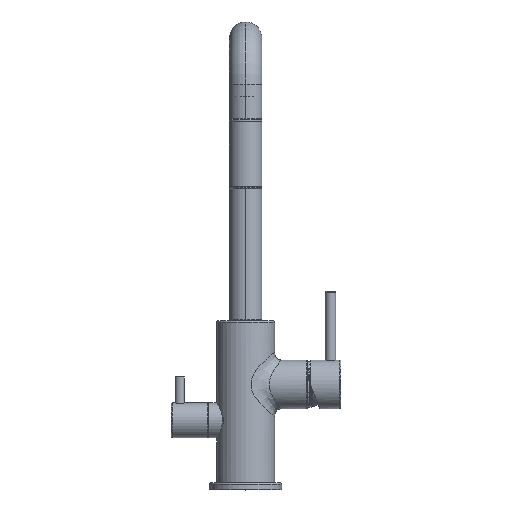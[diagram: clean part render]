
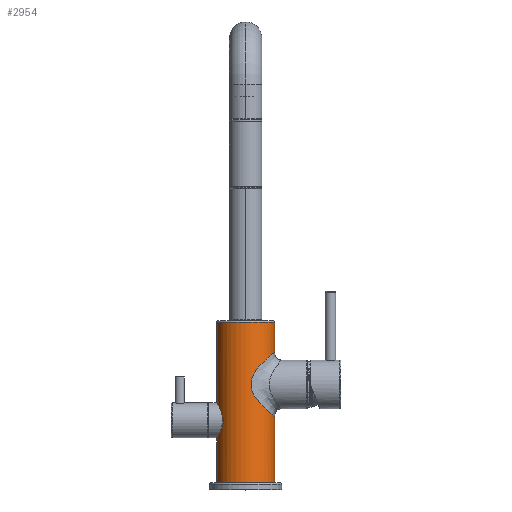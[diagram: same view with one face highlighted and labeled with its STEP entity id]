
A CAD part, top view. The second image highlights one B-rep face of the part: STEP entity #2954.
In plain terms, the highlighted cylindrical face has radius 25 mm (diameter 50 mm), a partial arc.
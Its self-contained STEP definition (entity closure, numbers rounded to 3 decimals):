
#406=CARTESIAN_POINT('',(0.,0.3,0.));
#407=DIRECTION('',(0.,-1.,0.));
#408=DIRECTION('',(1.,0.,0.));
#409=AXIS2_PLACEMENT_3D('',#406,#407,#408);
#411=CARTESIAN_POINT('',(-25.,69.15,0.));
#412=CARTESIAN_POINT('',(-25.,69.15,0.812));
#413=CARTESIAN_POINT('',(-24.923,69.024,2.466));
#414=CARTESIAN_POINT('',(-24.521,68.352,5.103));
#415=CARTESIAN_POINT('',(-23.864,67.207,7.593));
#416=CARTESIAN_POINT('',(-23.002,65.592,9.885));
#417=CARTESIAN_POINT('',(-22.064,63.623,11.81));
#418=CARTESIAN_POINT('',(-21.15,61.319,13.36));
#419=CARTESIAN_POINT('',(-20.425,58.858,14.428));
#420=CARTESIAN_POINT('',(-19.984,56.415,15.023));
#421=CARTESIAN_POINT('',(-19.837,53.993,15.214));
#422=CARTESIAN_POINT('',(-19.986,51.575,15.021));
#423=CARTESIAN_POINT('',(-20.426,49.135,14.425));
#424=CARTESIAN_POINT('',(-21.152,46.676,13.357));
#425=CARTESIAN_POINT('',(-22.066,44.374,11.807));
#426=CARTESIAN_POINT('',(-23.003,42.405,9.882));
#427=CARTESIAN_POINT('',(-23.864,40.793,7.592));
#428=CARTESIAN_POINT('',(-24.521,39.648,5.103));
#429=CARTESIAN_POINT('',(-24.923,38.976,2.469));
#430=CARTESIAN_POINT('',(-25.,38.85,0.813));
#431=CARTESIAN_POINT('',(-25.,38.85,0.));
#433=CARTESIAN_POINT('',(0.,138.5,0.));
#434=DIRECTION('',(0.,-1.,0.));
#435=DIRECTION('',(1.,0.,0.));
#436=AXIS2_PLACEMENT_3D('',#433,#434,#435);
#438=CARTESIAN_POINT('',(25.,112.816,0.));
#439=CARTESIAN_POINT('',(25.,112.816,1.987));
#440=CARTESIAN_POINT('',(24.517,112.38,6.057));
#441=CARTESIAN_POINT('',(22.306,110.582,11.823));
#442=CARTESIAN_POINT('',(18.905,107.805,16.687));
#443=CARTESIAN_POINT('',(14.862,104.214,20.315));
#444=CARTESIAN_POINT('',(10.828,99.973,22.662));
#445=CARTESIAN_POINT('',(7.414,95.248,23.938));
#446=CARTESIAN_POINT('',(5.113,90.201,24.487));
#447=CARTESIAN_POINT('',(4.294,85.002,24.625));
#448=CARTESIAN_POINT('',(5.241,79.814,24.463));
#449=CARTESIAN_POINT('',(7.648,74.798,23.869));
#450=CARTESIAN_POINT('',(11.13,70.111,22.52));
#451=CARTESIAN_POINT('',(15.176,65.913,20.085));
#452=CARTESIAN_POINT('',(19.164,62.363,16.387));
#453=CARTESIAN_POINT('',(22.46,59.622,11.514));
#454=CARTESIAN_POINT('',(24.556,57.849,5.838));
#455=CARTESIAN_POINT('',(25.,57.42,1.903));
#456=CARTESIAN_POINT('',(25.,57.42,0.));
#463=DIRECTION('',(0.,-1.,0.));
#464=VECTOR('',#463,57.12);
#465=CARTESIAN_POINT('',(25.,57.42,0.));
#466=LINE('',#465,#464);
#487=DIRECTION('',(0.,-1.,0.));
#488=VECTOR('',#487,25.684);
#489=CARTESIAN_POINT('',(25.,138.5,0.));
#490=LINE('',#489,#488);
#496=DIRECTION('',(0.,-1.,0.));
#497=VECTOR('',#496,69.35);
#498=CARTESIAN_POINT('',(-25.,138.5,0.));
#499=LINE('',#498,#497);
#522=DIRECTION('',(0.,-1.,0.));
#523=VECTOR('',#522,38.55);
#524=CARTESIAN_POINT('',(-25.,38.85,0.));
#525=LINE('',#524,#523);
#2150=VERTEX_POINT('',#438);
#2151=VERTEX_POINT('',#456);
#2194=VERTEX_POINT('',#411);
#2195=VERTEX_POINT('',#431);
#2453=CARTESIAN_POINT('',(-25.,138.5,0.));
#2454=CARTESIAN_POINT('',(25.,138.5,0.));
#2455=VERTEX_POINT('',#2453);
#2456=VERTEX_POINT('',#2454);
#2480=CARTESIAN_POINT('',(-25.,0.3,0.));
#2481=CARTESIAN_POINT('',(25.,0.3,0.));
#2482=VERTEX_POINT('',#2480);
#2483=VERTEX_POINT('',#2481);
#2932=CARTESIAN_POINT('',(0.,-7.,0.));
#2933=DIRECTION('',(0.,1.,0.));
#2934=DIRECTION('',(1.,0.,0.));
#2935=AXIS2_PLACEMENT_3D('',#2932,#2933,#2934);
#2936=CYLINDRICAL_SURFACE('',#2935,25.);
#2937=ORIENTED_EDGE('',*,*,#2926,.T.);
#2939=ORIENTED_EDGE('',*,*,#2938,.F.);
#2941=ORIENTED_EDGE('',*,*,#2940,.F.);
#2943=ORIENTED_EDGE('',*,*,#2942,.F.);
#2945=ORIENTED_EDGE('',*,*,#2944,.F.);
#2947=ORIENTED_EDGE('',*,*,#2946,.T.);
#2949=ORIENTED_EDGE('',*,*,#2948,.T.);
#2951=ORIENTED_EDGE('',*,*,#2950,.T.);
#2952=EDGE_LOOP('',(#2937,#2939,#2941,#2943,#2945,#2947,#2949,#2951));
#2953=FACE_OUTER_BOUND('',#2952,.F.);
#410=CIRCLE('',#409,25.);
#432=B_SPLINE_CURVE_WITH_KNOTS('',3,(#411,#412,#413,#414,#415,#416,#417,#418,
#419,#420,#421,#422,#423,#424,#425,#426,#427,#428,#429,#430,#431),.UNSPECIFIED.,
.F.,.F.,(4,1,1,1,1,1,1,1,1,1,1,1,1,1,1,1,1,1,4),(0.,0.056,
0.111,0.167,0.222,0.278,
0.333,0.389,0.444,0.5,0.556,
0.611,0.667,0.722,0.778,
0.833,0.889,0.944,1.),.UNSPECIFIED.);
#437=CIRCLE('',#436,25.);
#457=B_SPLINE_CURVE_WITH_KNOTS('',3,(#438,#439,#440,#441,#442,#443,#444,#445,
#446,#447,#448,#449,#450,#451,#452,#453,#454,#455,#456),.UNSPECIFIED.,.F.,.F.,
(4,1,1,1,1,1,1,1,1,1,1,1,1,1,1,1,4),(0.,0.063,0.125,
0.188,0.25,0.313,0.375,
0.438,0.5,0.563,0.625,
0.688,0.75,0.813,0.875,
0.938,1.),.UNSPECIFIED.);
#2926=EDGE_CURVE('',#2483,#2482,#410,.T.);
#2938=EDGE_CURVE('',#2195,#2482,#525,.T.);
#2940=EDGE_CURVE('',#2194,#2195,#432,.T.);
#2942=EDGE_CURVE('',#2455,#2194,#499,.T.);
#2944=EDGE_CURVE('',#2456,#2455,#437,.T.);
#2946=EDGE_CURVE('',#2456,#2150,#490,.T.);
#2948=EDGE_CURVE('',#2150,#2151,#457,.T.);
#2950=EDGE_CURVE('',#2151,#2483,#466,.T.);
#2954=ADVANCED_FACE('',(#2953),#2936,.T.);
